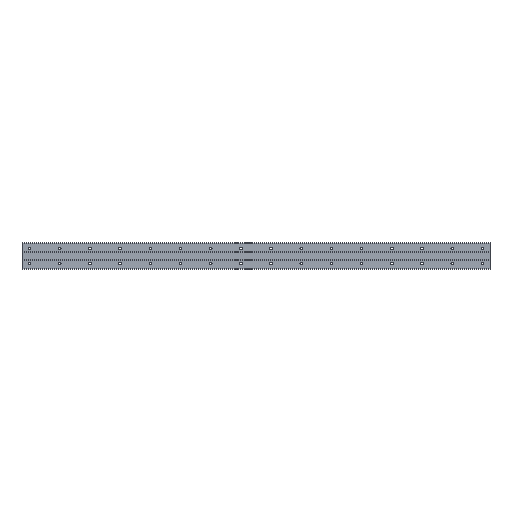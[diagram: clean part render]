
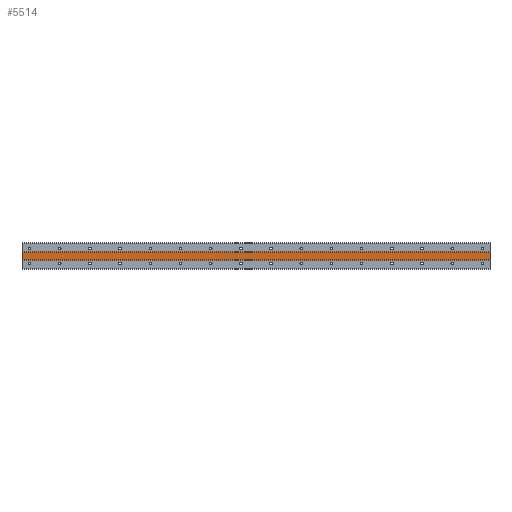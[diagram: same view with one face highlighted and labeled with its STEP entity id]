
A CAD part, front view. The second image highlights one B-rep face of the part: STEP entity #5514.
In plain terms, the highlighted planar face has unit normal (0, -1, 0).
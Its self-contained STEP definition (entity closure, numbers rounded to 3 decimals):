
#13 = ORIENTED_EDGE ( 'NONE', *, *, #4576, .T. ) ;
#85 = VERTEX_POINT ( 'NONE', #224 ) ;
#224 = CARTESIAN_POINT ( 'NONE',  ( -20., 1., -10. ) ) ;
#231 = VERTEX_POINT ( 'NONE', #441 ) ;
#280 = FACE_OUTER_BOUND ( 'NONE', #538, .T. ) ;
#384 = VECTOR ( 'NONE', #4529, 1000. ) ;
#441 = CARTESIAN_POINT ( 'NONE',  ( 1220., 1., -10. ) ) ;
#538 = EDGE_LOOP ( 'NONE', ( #4368, #5074, #4862, #13 ) ) ;
#774 = VERTEX_POINT ( 'NONE', #1694 ) ;
#784 = DIRECTION ( 'NONE',  ( 0., 1., 0. ) ) ;
#818 = DIRECTION ( 'NONE',  ( 0., 0., 1. ) ) ;
#1482 = LINE ( 'NONE', #2865, #4666 ) ;
#1571 = EDGE_CURVE ( 'NONE', #774, #4094, #3651, .T. ) ;
#1694 = CARTESIAN_POINT ( 'NONE',  ( 1220., 1., 10. ) ) ;
#2771 = CARTESIAN_POINT ( 'NONE',  ( 1220., 1., 10. ) ) ;
#2775 = VECTOR ( 'NONE', #5513, 1000. ) ;
#2857 = CARTESIAN_POINT ( 'NONE',  ( -20., 1., 10. ) ) ;
#2865 = CARTESIAN_POINT ( 'NONE',  ( -20., 1., 34.482 ) ) ;
#3052 = PLANE ( 'NONE',  #5522 ) ;
#3478 = CARTESIAN_POINT ( 'NONE',  ( 1220., 1., -10. ) ) ;
#3633 = CARTESIAN_POINT ( 'NONE',  ( 1220., 1., 10. ) ) ;
#3651 = LINE ( 'NONE', #2771, #2775 ) ;
#4094 = VERTEX_POINT ( 'NONE', #2857 ) ;
#4103 = DIRECTION ( 'NONE',  ( 0., 0., -1. ) ) ;
#4368 = ORIENTED_EDGE ( 'NONE', *, *, #4698, .F. ) ;
#4529 = DIRECTION ( 'NONE',  ( -1., 0., 0. ) ) ;
#4576 = EDGE_CURVE ( 'NONE', #4094, #85, #1482, .T. ) ;
#4666 = VECTOR ( 'NONE', #4725, 1000. ) ;
#4698 = EDGE_CURVE ( 'NONE', #231, #85, #5317, .T. ) ;
#4725 = DIRECTION ( 'NONE',  ( 0., 0., -1. ) ) ;
#4862 = ORIENTED_EDGE ( 'NONE', *, *, #1571, .T. ) ;
#5034 = LINE ( 'NONE', #5465, #5884 ) ;
#5074 = ORIENTED_EDGE ( 'NONE', *, *, #5118, .F. ) ;
#5118 = EDGE_CURVE ( 'NONE', #774, #231, #5034, .T. ) ;
#5317 = LINE ( 'NONE', #3478, #384 ) ;
#5465 = CARTESIAN_POINT ( 'NONE',  ( 1220., 1., 34.482 ) ) ;
#5513 = DIRECTION ( 'NONE',  ( -1., 0., 0. ) ) ;
#5514 = ADVANCED_FACE ( 'NONE', ( #280 ), #3052, .F. ) ;
#5522 = AXIS2_PLACEMENT_3D ( 'NONE', #3633, #784, #818 ) ;
#5884 = VECTOR ( 'NONE', #4103, 1000. ) ;
